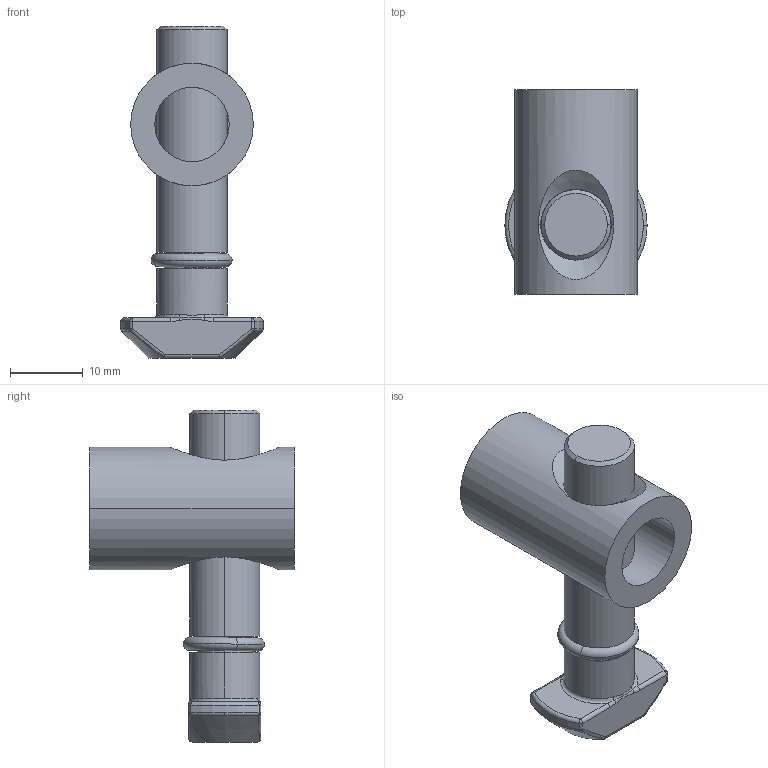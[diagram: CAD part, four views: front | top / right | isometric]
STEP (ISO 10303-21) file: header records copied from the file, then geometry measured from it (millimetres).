
FILE_DESCRIPTION (( 'STEP AP203' ), '1' );
FILE_NAME ('084.306.009.STEP', '2013-01-25T09:38:48', ( 'Alusic' ), ( 'Alusic' ), 'SwSTEP 2.0', 'SolidWorks 2011', '' );
FILE_SCHEMA (( 'CONFIG_CONTROL_DESIGN' ));
Length unit declared in the file: millimetre
Products named in the file (5): 084.306.009; o-rings series a_iso_O-ring 7.5x1.8-A-ISO 3601-1; socket set screw cone point_iso_ISO 4027 - M12 x 16-C; 084.306.009B; 084.306.009A
Assembly tree (4 placements, depth 2):
  084.306.009
    socket set screw cone point_iso_ISO 4027 - M12 x 16-C
    084.306.009A
    084.306.009B
    o-rings series a_iso_O-ring 7.5x1.8-A-ISO 3601-1
Bounding box: 19.5 x 28 x 45.5 mm (x, y, z)
Volume: 8055.7 mm3; surface area: 5293.5 mm2
Topology: 4 solids, 4 shells, 95 faces, 217 edges, 124 vertices
Faces by surface type: cylinder 29, plane 18, cone 15, torus 13, bspline 12, sphere 8
Entity records: 3887 total; most frequent: CARTESIAN_POINT 1315, DIRECTION 450, ORIENTED_EDGE 418, EDGE_CURVE 209, AXIS2_PLACEMENT_3D 191, VERTEX_POINT 124, EDGE_LOOP 105, CIRCLE 101
